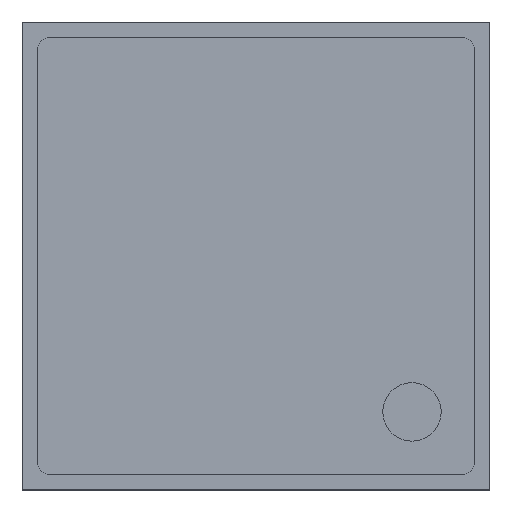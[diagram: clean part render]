
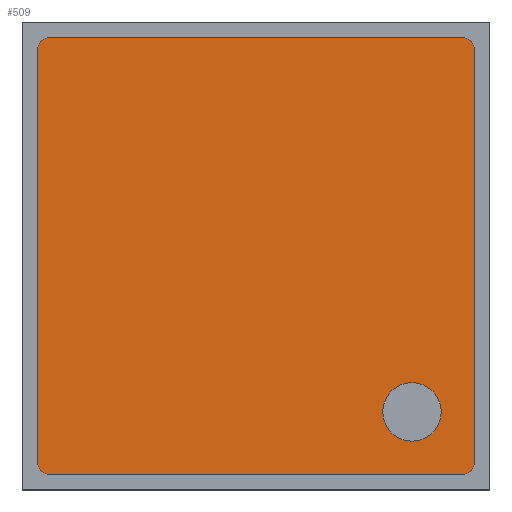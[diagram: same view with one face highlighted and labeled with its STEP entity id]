
A CAD part, top view. The second image highlights one B-rep face of the part: STEP entity #509.
In plain terms, the highlighted planar face has unit normal (0, 0, 1).
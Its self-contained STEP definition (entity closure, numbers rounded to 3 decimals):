
#6 = VERTEX_POINT ( 'NONE', #45 ) ;
#11 = DIRECTION ( 'NONE',  ( 1., 0., 0. ) ) ;
#17 = ORIENTED_EDGE ( 'NONE', *, *, #39, .T. ) ;
#29 = EDGE_CURVE ( 'NONE', #287, #408, #199, .T. ) ;
#36 = DIRECTION ( 'NONE',  ( 0., 0., 1. ) ) ;
#38 = CARTESIAN_POINT ( 'NONE',  ( 11.3, -0.7, 1.5 ) ) ;
#39 = EDGE_CURVE ( 'NONE', #491, #461, #354, .T. ) ;
#44 = CARTESIAN_POINT ( 'NONE',  ( 10.75, -10., 1.5 ) ) ;
#45 = CARTESIAN_POINT ( 'NONE',  ( 0.7, -11.6, 1.5 ) ) ;
#63 = LINE ( 'NONE', #246, #481 ) ;
#75 = CARTESIAN_POINT ( 'NONE',  ( 10., -10., 1.5 ) ) ;
#79 = DIRECTION ( 'NONE',  ( 1., 0., 0. ) ) ;
#114 = CARTESIAN_POINT ( 'NONE',  ( 0.4, -11.6, 1.5 ) ) ;
#118 = CIRCLE ( 'NONE', #403, 0.3 ) ;
#120 = DIRECTION ( 'NONE',  ( 1., 0., 0. ) ) ;
#124 = ORIENTED_EDGE ( 'NONE', *, *, #288, .F. ) ;
#129 = EDGE_CURVE ( 'NONE', #461, #6, #118, .T. ) ;
#134 = CARTESIAN_POINT ( 'NONE',  ( 0.7, -0.4, 1.5 ) ) ;
#138 = CARTESIAN_POINT ( 'NONE',  ( 11.6, -0.4, 1.5 ) ) ;
#139 = DIRECTION ( 'NONE',  ( 0., 0., 1. ) ) ;
#143 = AXIS2_PLACEMENT_3D ( 'NONE', #75, #36, #120 ) ;
#162 = DIRECTION ( 'NONE',  ( 0., 0., 1. ) ) ;
#165 = CIRCLE ( 'NONE', #143, 0.75 ) ;
#166 = DIRECTION ( 'NONE',  ( 1., 0., 0. ) ) ;
#173 = ORIENTED_EDGE ( 'NONE', *, *, #463, .T. ) ;
#179 = VERTEX_POINT ( 'NONE', #312 ) ;
#188 = VERTEX_POINT ( 'NONE', #357 ) ;
#198 = DIRECTION ( 'NONE',  ( -1., 0., 0. ) ) ;
#199 = LINE ( 'NONE', #138, #279 ) ;
#204 = DIRECTION ( 'NONE',  ( 0., 0., 1. ) ) ;
#223 = CARTESIAN_POINT ( 'NONE',  ( 0.4, -0.4, 1.5 ) ) ;
#224 = VECTOR ( 'NONE', #419, 1000. ) ;
#228 = PLANE ( 'NONE',  #362 ) ;
#230 = EDGE_CURVE ( 'NONE', #294, #538, #63, .T. ) ;
#246 = CARTESIAN_POINT ( 'NONE',  ( 0.4, -0.4, 1.5 ) ) ;
#248 = FACE_BOUND ( 'NONE', #399, .T. ) ;
#251 = CARTESIAN_POINT ( 'NONE',  ( 11.6, -11.3, 1.5 ) ) ;
#256 = CIRCLE ( 'NONE', #418, 0.3 ) ;
#266 = DIRECTION ( 'NONE',  ( 0., 0., 1. ) ) ;
#269 = DIRECTION ( 'NONE',  ( 1., 0., 0. ) ) ;
#275 = CARTESIAN_POINT ( 'NONE',  ( 11.3, -0.4, 1.5 ) ) ;
#277 = EDGE_CURVE ( 'NONE', #6, #179, #378, .T. ) ;
#279 = VECTOR ( 'NONE', #301, 1000. ) ;
#282 = EDGE_CURVE ( 'NONE', #179, #287, #256, .T. ) ;
#287 = VERTEX_POINT ( 'NONE', #251 ) ;
#288 = EDGE_CURVE ( 'NONE', #476, #188, #295, .T. ) ;
#294 = VERTEX_POINT ( 'NONE', #275 ) ;
#295 = CIRCLE ( 'NONE', #472, 0.75 ) ;
#301 = DIRECTION ( 'NONE',  ( 0., 1., 0. ) ) ;
#302 = FACE_OUTER_BOUND ( 'NONE', #531, .T. ) ;
#310 = ORIENTED_EDGE ( 'NONE', *, *, #29, .T. ) ;
#312 = CARTESIAN_POINT ( 'NONE',  ( 11.3, -11.6, 1.5 ) ) ;
#321 = CARTESIAN_POINT ( 'NONE',  ( 10., -10., 1.5 ) ) ;
#339 = EDGE_CURVE ( 'NONE', #188, #476, #165, .T. ) ;
#343 = CARTESIAN_POINT ( 'NONE',  ( 11.6, -0.7, 1.5 ) ) ;
#354 = LINE ( 'NONE', #223, #436 ) ;
#357 = CARTESIAN_POINT ( 'NONE',  ( 9.25, -10., 1.5 ) ) ;
#362 = AXIS2_PLACEMENT_3D ( 'NONE', #395, #139, #473 ) ;
#366 = ORIENTED_EDGE ( 'NONE', *, *, #129, .T. ) ;
#378 = LINE ( 'NONE', #114, #224 ) ;
#379 = DIRECTION ( 'NONE',  ( 0., 0., 1. ) ) ;
#388 = DIRECTION ( 'NONE',  ( 0., -1., 0. ) ) ;
#395 = CARTESIAN_POINT ( 'NONE',  ( 0., 0., 1.5 ) ) ;
#398 = CARTESIAN_POINT ( 'NONE',  ( 0.7, -11.3, 1.5 ) ) ;
#399 = EDGE_LOOP ( 'NONE', ( #124, #561 ) ) ;
#403 = AXIS2_PLACEMENT_3D ( 'NONE', #398, #266, #269 ) ;
#408 = VERTEX_POINT ( 'NONE', #343 ) ;
#413 = AXIS2_PLACEMENT_3D ( 'NONE', #556, #379, #79 ) ;
#414 = AXIS2_PLACEMENT_3D ( 'NONE', #38, #478, #517 ) ;
#418 = AXIS2_PLACEMENT_3D ( 'NONE', #456, #162, #11 ) ;
#419 = DIRECTION ( 'NONE',  ( 1., 0., 0. ) ) ;
#436 = VECTOR ( 'NONE', #388, 1000. ) ;
#446 = CIRCLE ( 'NONE', #414, 0.3 ) ;
#455 = ORIENTED_EDGE ( 'NONE', *, *, #230, .T. ) ;
#456 = CARTESIAN_POINT ( 'NONE',  ( 11.3, -11.3, 1.5 ) ) ;
#461 = VERTEX_POINT ( 'NONE', #470 ) ;
#463 = EDGE_CURVE ( 'NONE', #538, #491, #489, .T. ) ;
#470 = CARTESIAN_POINT ( 'NONE',  ( 0.4, -11.3, 1.5 ) ) ;
#472 = AXIS2_PLACEMENT_3D ( 'NONE', #321, #204, #166 ) ;
#473 = DIRECTION ( 'NONE',  ( 1., 0., 0. ) ) ;
#474 = ORIENTED_EDGE ( 'NONE', *, *, #492, .T. ) ;
#476 = VERTEX_POINT ( 'NONE', #44 ) ;
#478 = DIRECTION ( 'NONE',  ( 0., 0., 1. ) ) ;
#481 = VECTOR ( 'NONE', #198, 1000. ) ;
#489 = CIRCLE ( 'NONE', #413, 0.3 ) ;
#491 = VERTEX_POINT ( 'NONE', #551 ) ;
#492 = EDGE_CURVE ( 'NONE', #408, #294, #446, .T. ) ;
#509 = ADVANCED_FACE ( 'NONE', ( #248, #302 ), #228, .T. ) ;
#517 = DIRECTION ( 'NONE',  ( 1., 0., 0. ) ) ;
#530 = ORIENTED_EDGE ( 'NONE', *, *, #277, .T. ) ;
#531 = EDGE_LOOP ( 'NONE', ( #455, #173, #17, #366, #530, #533, #310, #474 ) ) ;
#533 = ORIENTED_EDGE ( 'NONE', *, *, #282, .T. ) ;
#538 = VERTEX_POINT ( 'NONE', #134 ) ;
#551 = CARTESIAN_POINT ( 'NONE',  ( 0.4, -0.7, 1.5 ) ) ;
#556 = CARTESIAN_POINT ( 'NONE',  ( 0.7, -0.7, 1.5 ) ) ;
#561 = ORIENTED_EDGE ( 'NONE', *, *, #339, .F. ) ;
